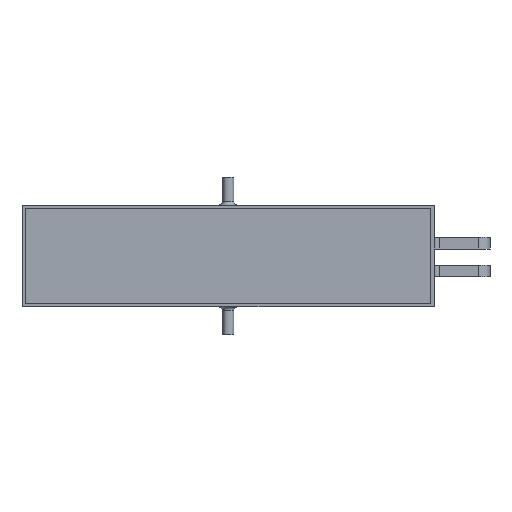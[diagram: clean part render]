
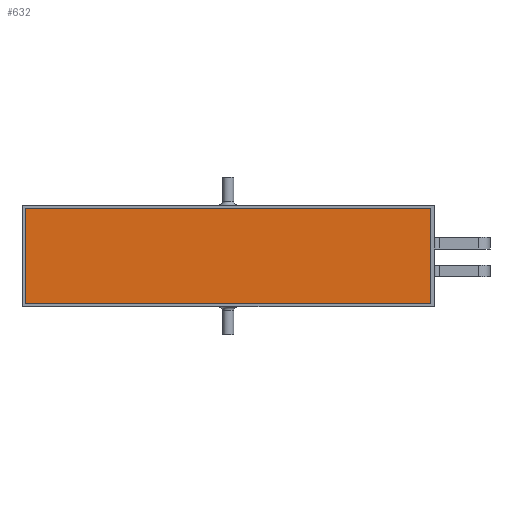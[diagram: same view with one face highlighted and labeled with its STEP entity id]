
A CAD part, top view. The second image highlights one B-rep face of the part: STEP entity #632.
In plain terms, the highlighted planar face has unit normal (0, 0, 1).
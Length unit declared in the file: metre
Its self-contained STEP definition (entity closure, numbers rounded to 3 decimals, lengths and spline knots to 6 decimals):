
#58=ORIENTED_EDGE('',*,*,#234,.T.);
#59=ORIENTED_EDGE('',*,*,#235,.T.);
#60=ORIENTED_EDGE('',*,*,#236,.F.);
#61=ORIENTED_EDGE('',*,*,#237,.T.);
#234=EDGE_CURVE('',#322,#323,#384,.T.);
#235=EDGE_CURVE('',#323,#324,#385,.T.);
#236=EDGE_CURVE('',#325,#324,#386,.T.);
#237=EDGE_CURVE('',#325,#322,#387,.T.);
#322=VERTEX_POINT('',#954);
#323=VERTEX_POINT('',#955);
#324=VERTEX_POINT('',#957);
#325=VERTEX_POINT('',#959);
#384=LINE('',#953,#450);
#385=LINE('',#956,#451);
#386=LINE('',#958,#452);
#387=LINE('',#960,#453);
#450=VECTOR('',#760,1.);
#451=VECTOR('',#761,1.);
#452=VECTOR('',#762,1.);
#453=VECTOR('',#763,1.);
#507=EDGE_LOOP('',(#58,#59,#60,#61));
#557=FACE_BOUND('',#507,.T.);
#607=PLANE('',#682);
#632=ADVANCED_FACE('',(#557),#607,.T.);
#682=AXIS2_PLACEMENT_3D('',#952,#758,#759);
#758=DIRECTION('',(0.,0.,1.));
#759=DIRECTION('',(1.,0.,0.));
#760=DIRECTION('',(0.,1.,0.));
#761=DIRECTION('',(-1.,0.,0.));
#762=DIRECTION('',(0.,1.,0.));
#763=DIRECTION('',(1.,0.,0.));
#952=CARTESIAN_POINT('',(0.,0.,0.005));
#953=CARTESIAN_POINT('',(0.0875,0.,0.005));
#954=CARTESIAN_POINT('',(0.0875,-0.0205,0.005));
#955=CARTESIAN_POINT('',(0.0875,0.0205,0.005));
#956=CARTESIAN_POINT('',(0.,0.0205,0.005));
#957=CARTESIAN_POINT('',(-0.0875,0.0205,0.005));
#958=CARTESIAN_POINT('',(-0.0875,0.,0.005));
#959=CARTESIAN_POINT('',(-0.0875,-0.0205,0.005));
#960=CARTESIAN_POINT('',(0.,-0.0205,0.005));
